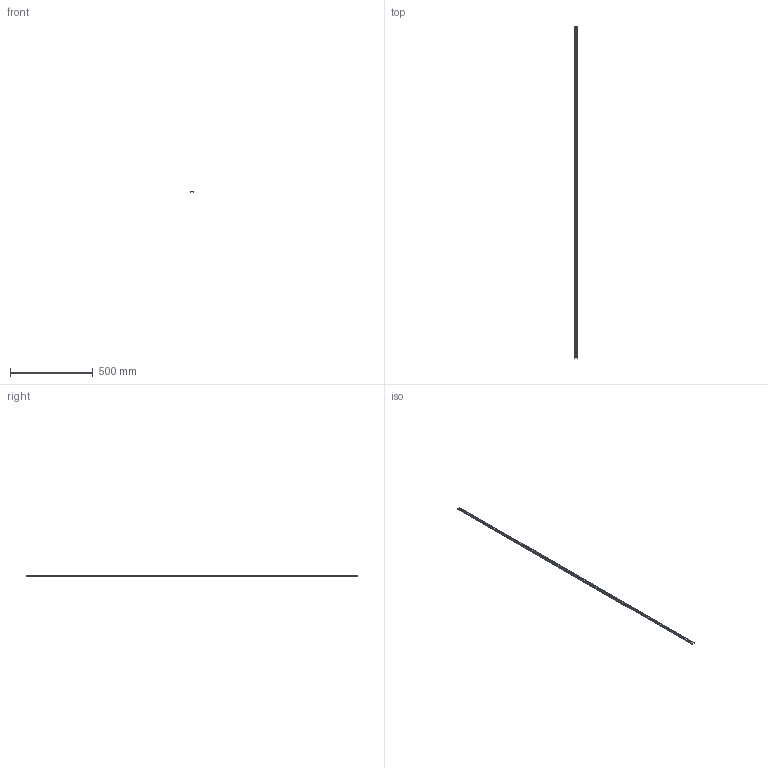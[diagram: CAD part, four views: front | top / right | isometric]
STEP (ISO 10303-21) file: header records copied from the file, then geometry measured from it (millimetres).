
FILE_DESCRIPTION (( 'STEP AP203' ), '1' );
FILE_NAME ('FC-1751-1.STEP', '2009-09-28T07:28:20', ( ' ' ), ( ' ' ), 'SwSTEP 2.0', 'SolidWorks 2007', '' );
FILE_SCHEMA (( 'CONFIG_CONTROL_DESIGN' ));
Length unit declared in the file: millimetre
Products named in the file (1): FC-1751-1
Bounding box: 20 x 2000 x 4 mm (x, y, z)
Volume: 50447.4 mm3; surface area: 93028.7 mm2
Topology: 1 solids, 1 shells, 804 faces, 2406 edges, 1604 vertices
Faces by surface type: cylinder 486, plane 318
Entity records: 28191 total; most frequent: DIRECTION 4988, CARTESIAN_POINT 4815, ORIENTED_EDGE 4812, EDGE_CURVE 2406, AXIS2_PLACEMENT_3D 1777, VERTEX_POINT 1604, VECTOR 1434, LINE 1434
